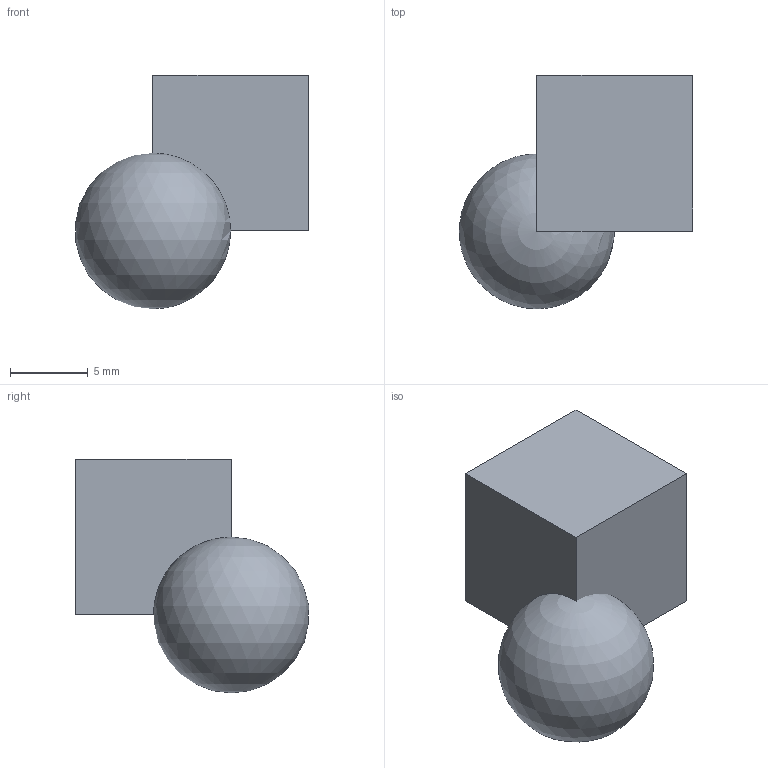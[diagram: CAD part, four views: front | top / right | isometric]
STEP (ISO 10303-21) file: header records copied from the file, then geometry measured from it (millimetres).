
FILE_DESCRIPTION(('FreeCAD Model'),'2;1');
FILE_NAME('02_BooleanSolids.step','2019-02-16T21:55:03',('Author'),(''), 'Open CASCADE STEP processor 6.9','FreeCAD','Unknown');
FILE_SCHEMA(('AUTOMOTIVE_DESIGN { 1 0 10303 214 1 1 1 1 }'));
Length unit declared in the file: millimetre
Products named in the file (4): BooleanSolids; Sphere; Cube; Cut
Assembly tree (3 placements, depth 2):
  BooleanSolids
    Sphere
    Cube
    Cut
Bounding box: 14.96 x 14.96 x 15 mm (x, y, z)
Volume: 2458.1 mm3; surface area: 1494.5 mm2
Topology: 3 solids, 3 shells, 14 faces, 31 edges, 20 vertices
Faces by surface type: plane 12, sphere 2
Entity records: 841 total; most frequent: CARTESIAN_POINT 124, DIRECTION 119, LINE 75, VECTOR 75, ORIENTED_EDGE 54, PCURVE 54, DEFINITIONAL_REPRESENTATION 54, EDGE_CURVE 27
